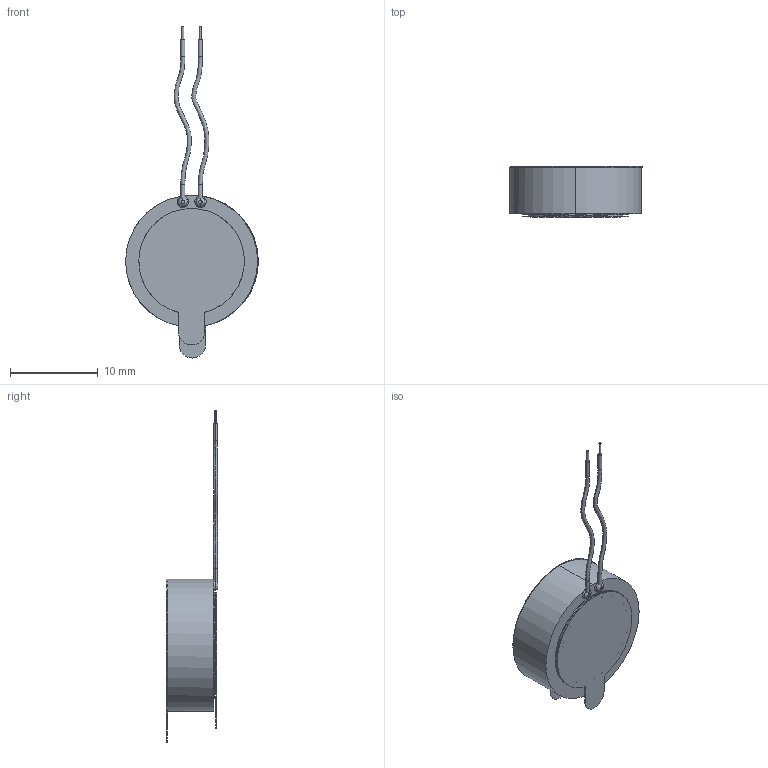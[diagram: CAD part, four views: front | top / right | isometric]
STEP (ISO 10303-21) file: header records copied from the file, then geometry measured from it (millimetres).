
FILE_DESCRIPTION (( 'STEP AP203' ), '1' );
FILE_NAME ('SP-1504.STEP', '2016-09-08T20:42:51', ( 'Gem' ), ( '' ), 'SwSTEP 2.0', 'SolidWorks 2013', '' );
FILE_SCHEMA (( 'CONFIG_CONTROL_DESIGN' ));
Length unit declared in the file: millimetre
Products named in the file (1): SP-1504
Bounding box: 15.09 x 5.85 x 37.75 mm (x, y, z)
Volume: 968.8 mm3; surface area: 1173 mm2
Topology: 7 solids, 7 shells, 89 faces, 172 edges, 110 vertices
Faces by surface type: cylinder 44, plane 33, torus 8, bspline 4
Entity records: 3076 total; most frequent: CARTESIAN_POINT 1100, DIRECTION 451, ORIENTED_EDGE 344, AXIS2_PLACEMENT_3D 197, EDGE_CURVE 172, CIRCLE 111, VERTEX_POINT 110, EDGE_LOOP 102
